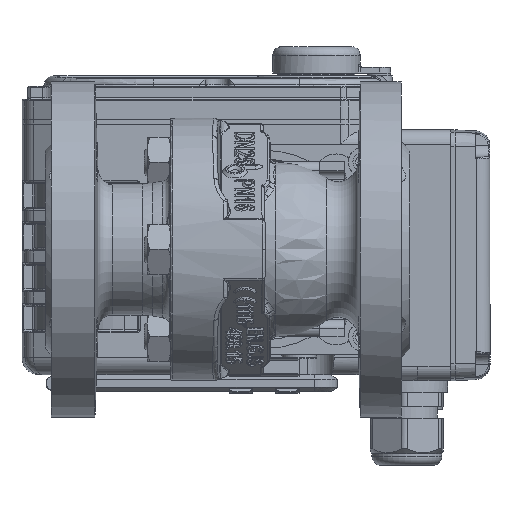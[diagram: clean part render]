
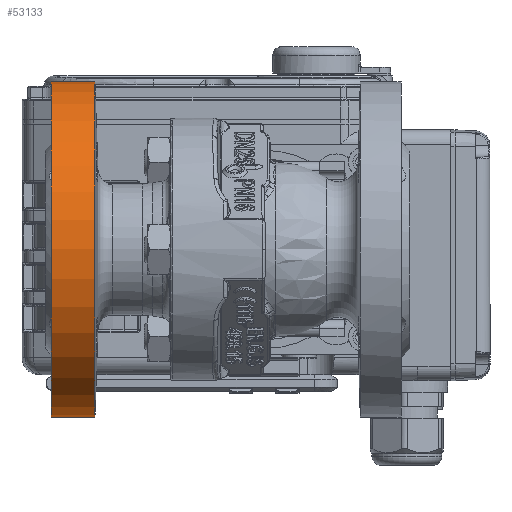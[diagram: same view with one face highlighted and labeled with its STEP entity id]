
A CAD part, front view. The second image highlights one B-rep face of the part: STEP entity #53133.
In plain terms, the highlighted cylindrical face has radius 57.5 mm (diameter 115 mm), a full revolution.
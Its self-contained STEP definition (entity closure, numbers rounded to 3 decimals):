
#2987=CYLINDRICAL_SURFACE('',#57085,57.5);
#4057=CIRCLE('',#57086,57.5);
#4058=CIRCLE('',#57087,57.5);
#6900=ORIENTED_EDGE('',*,*,#23092,.F.);
#6901=ORIENTED_EDGE('',*,*,#23093,.T.);
#23092=EDGE_CURVE('',#31210,#31210,#4057,.T.);
#23093=EDGE_CURVE('',#31211,#31211,#4058,.T.);
#31210=VERTEX_POINT('',#77999);
#31211=VERTEX_POINT('',#78001);
#44141=EDGE_LOOP('',(#6900));
#44142=EDGE_LOOP('',(#6901));
#48027=FACE_BOUND('',#44141,.T.);
#48028=FACE_BOUND('',#44142,.T.);
#53133=ADVANCED_FACE('',(#48027,#48028),#2987,.T.);
#57085=AXIS2_PLACEMENT_3D('',#77997,#62838,#62839);
#57086=AXIS2_PLACEMENT_3D('',#77998,#62840,#62841);
#57087=AXIS2_PLACEMENT_3D('',#78000,#62842,#62843);
#62838=DIRECTION('',(1.,0.,0.));
#62839=DIRECTION('',(0.,0.,-1.));
#62840=DIRECTION('',(1.,0.,0.));
#62841=DIRECTION('',(0.,0.,-1.));
#62842=DIRECTION('',(1.,0.,0.));
#62843=DIRECTION('',(0.,0.,-1.));
#77997=CARTESIAN_POINT('',(8.769,0.,0.));
#77998=CARTESIAN_POINT('',(-58.,0.,0.));
#77999=CARTESIAN_POINT('',(-58.,0.,-57.5));
#78000=CARTESIAN_POINT('',(-73.,0.,0.));
#78001=CARTESIAN_POINT('',(-73.,0.,-57.5));
